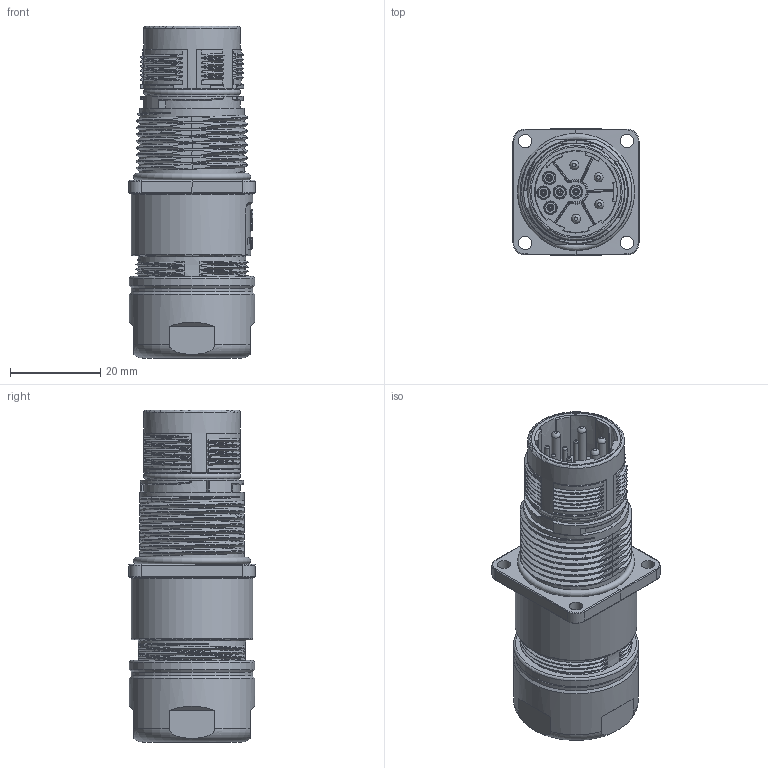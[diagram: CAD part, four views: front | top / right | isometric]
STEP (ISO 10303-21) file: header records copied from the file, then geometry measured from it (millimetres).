
FILE_DESCRIPTION(/* description */ (''),/* implementation_level */ '2;1');
FILE_NAME(/* name */ '3D_1660007992501_M23-MC04_5-CCT_R28-D14.5-SH_V1.0.stp',/* time_stamp */ '2024-01-05T10:56:35+08:00',/* author */ (''),/* organization */ (''),/* preprocessor_version */ 'ST-DEVELOPER v18.1',/* originating_system */ 'SIEMENS PLM Software NX 1980',/* authorisation */ '');
FILE_SCHEMA (('AUTOMOTIVE_DESIGN { 1 0 10303 214 3 1 1 1 }'));
Length unit declared in the file: millimetre
Products named in the file (1): 11111111111
Bounding box: 28 x 28 x 73.68 mm (x, y, z)
Volume: 34009 mm3; surface area: 11910.3 mm2
Topology: 1 solids, 2 shells, 765 faces, 2044 edges, 1315 vertices
Faces by surface type: cylinder 273, plane 198, cone 155, torus 62, bspline 59, sphere 18
Full cylindrical faces by diameter (mm): 1 x5, 1.4 x5, 1.5 x5, 2 x4, 2.8 x5, 3 x9, 17 x1, 17.5 x1, 19.831 x1, 21 x2, 21.5 x1, 23.2 x9, 23.8 x1, 27 x2, 27.8 x2
Entity records: 27875 total; most frequent: CARTESIAN_POINT 12072, ORIENTED_EDGE 3814, DIRECTION 2259, EDGE_CURVE 1907, VERTEX_POINT 1277, B_SPLINE_CURVE_WITH_KNOTS 1269, AXIS2_PLACEMENT_3D 927, EDGE_LOOP 888
